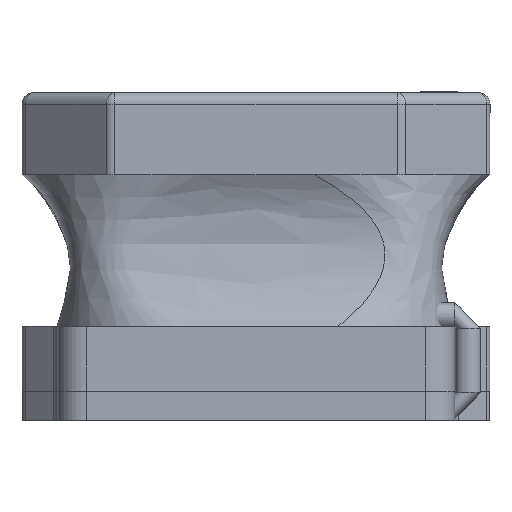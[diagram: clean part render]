
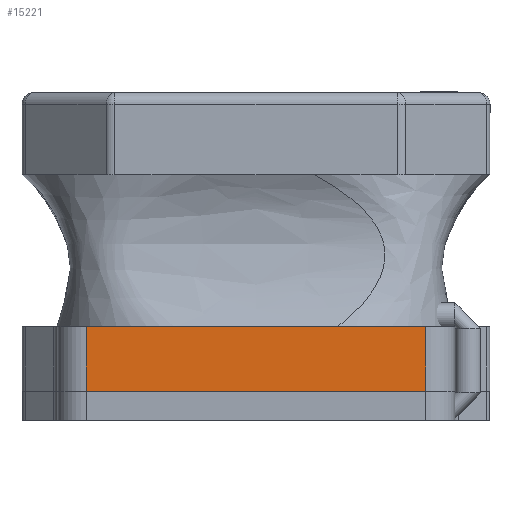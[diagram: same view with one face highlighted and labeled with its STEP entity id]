
A CAD part, left-side view. The second image highlights one B-rep face of the part: STEP entity #15221.
In plain terms, the highlighted planar face has unit normal (-1, 0, 0).
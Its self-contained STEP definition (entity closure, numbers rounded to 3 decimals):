
#250 = CARTESIAN_POINT ( 'NONE',  ( -2., 2.568, 0.93 ) ) ;
#346 = ORIENTED_EDGE ( 'NONE', *, *, #13536, .F. ) ;
#918 = VERTEX_POINT ( 'NONE', #12045 ) ;
#1026 = VECTOR ( 'NONE', #13754, 1000. ) ;
#1084 = ORIENTED_EDGE ( 'NONE', *, *, #12091, .F. ) ;
#1345 = VERTEX_POINT ( 'NONE', #4213 ) ;
#1931 = DIRECTION ( 'NONE',  ( 0., -1., 0. ) ) ;
#2477 = AXIS2_PLACEMENT_3D ( 'NONE', #14465, #13251, #11085 ) ;
#2934 = CARTESIAN_POINT ( 'NONE',  ( -2., -0.882, 0.38 ) ) ;
#4213 = CARTESIAN_POINT ( 'NONE',  ( -2., 1.818, 0.93 ) ) ;
#4370 = EDGE_CURVE ( 'NONE', #10304, #1345, #7460, .T. ) ;
#5027 = DIRECTION ( 'NONE',  ( 0., -1., 0. ) ) ;
#5548 = LINE ( 'NONE', #6727, #15981 ) ;
#5928 = EDGE_CURVE ( 'NONE', #8132, #11337, #5548, .T. ) ;
#5933 = PLANE ( 'NONE',  #2477 ) ;
#6070 = VERTEX_POINT ( 'NONE', #15111 ) ;
#6727 = CARTESIAN_POINT ( 'NONE',  ( -2., -0.332, 0.93 ) ) ;
#7460 = LINE ( 'NONE', #13553, #16090 ) ;
#7917 = DIRECTION ( 'NONE',  ( 0., 0., -1. ) ) ;
#8018 = FACE_OUTER_BOUND ( 'NONE', #9113, .T. ) ;
#8132 = VERTEX_POINT ( 'NONE', #12108 ) ;
#8222 = LINE ( 'NONE', #12081, #16584 ) ;
#8669 = DIRECTION ( 'NONE',  ( 0., -1., 0. ) ) ;
#8865 = EDGE_CURVE ( 'NONE', #8132, #6070, #14532, .T. ) ;
#8919 = CARTESIAN_POINT ( 'NONE',  ( -2., -0.882, 0.93 ) ) ;
#8994 = ORIENTED_EDGE ( 'NONE', *, *, #4370, .F. ) ;
#9113 = EDGE_LOOP ( 'NONE', ( #14295, #9417, #346, #1084, #8994, #9357 ) ) ;
#9357 = ORIENTED_EDGE ( 'NONE', *, *, #11283, .T. ) ;
#9417 = ORIENTED_EDGE ( 'NONE', *, *, #5928, .T. ) ;
#10228 = VECTOR ( 'NONE', #7917, 1000. ) ;
#10304 = VERTEX_POINT ( 'NONE', #15702 ) ;
#11085 = DIRECTION ( 'NONE',  ( 0., 0., 1. ) ) ;
#11283 = EDGE_CURVE ( 'NONE', #10304, #6070, #13072, .T. ) ;
#11337 = VERTEX_POINT ( 'NONE', #12979 ) ;
#11421 = VECTOR ( 'NONE', #5027, 1000. ) ;
#11632 = LINE ( 'NONE', #8919, #11421 ) ;
#12045 = CARTESIAN_POINT ( 'NONE',  ( -2., 0.418, 0.93 ) ) ;
#12081 = CARTESIAN_POINT ( 'NONE',  ( -2., 0.418, 0.93 ) ) ;
#12091 = EDGE_CURVE ( 'NONE', #1345, #918, #8222, .T. ) ;
#12108 = CARTESIAN_POINT ( 'NONE',  ( -2., -0.332, 0.38 ) ) ;
#12979 = CARTESIAN_POINT ( 'NONE',  ( -2., -0.332, 0.93 ) ) ;
#13072 = LINE ( 'NONE', #250, #10228 ) ;
#13251 = DIRECTION ( 'NONE',  ( 1., 0., 0. ) ) ;
#13536 = EDGE_CURVE ( 'NONE', #918, #11337, #11632, .T. ) ;
#13553 = CARTESIAN_POINT ( 'NONE',  ( -2., -0.882, 0.93 ) ) ;
#13754 = DIRECTION ( 'NONE',  ( 0., 1., 0. ) ) ;
#14295 = ORIENTED_EDGE ( 'NONE', *, *, #8865, .F. ) ;
#14465 = CARTESIAN_POINT ( 'NONE',  ( -2., -0.882, 0.93 ) ) ;
#14532 = LINE ( 'NONE', #2934, #1026 ) ;
#14535 = DIRECTION ( 'NONE',  ( 0., 0., 1. ) ) ;
#15111 = CARTESIAN_POINT ( 'NONE',  ( -2., 2.568, 0.38 ) ) ;
#15221 = ADVANCED_FACE ( 'NONE', ( #8018 ), #5933, .F. ) ;
#15702 = CARTESIAN_POINT ( 'NONE',  ( -2., 2.568, 0.93 ) ) ;
#15981 = VECTOR ( 'NONE', #14535, 1000. ) ;
#16090 = VECTOR ( 'NONE', #1931, 1000. ) ;
#16584 = VECTOR ( 'NONE', #8669, 1000. ) ;
